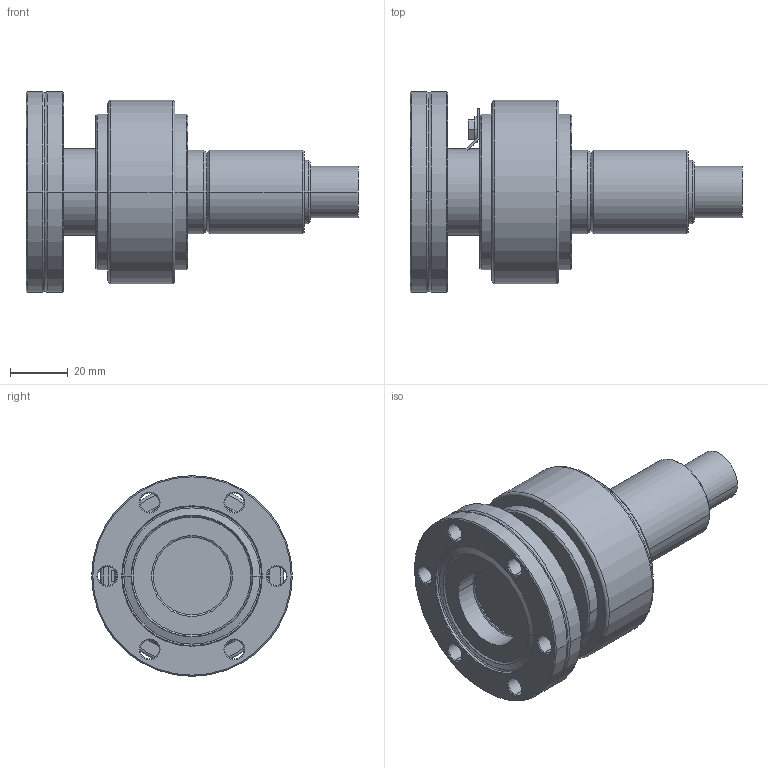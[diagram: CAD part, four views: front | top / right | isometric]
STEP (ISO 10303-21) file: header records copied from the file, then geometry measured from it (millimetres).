
FILE_DESCRIPTION((''),'2;1');
FILE_NAME('PTR20502.stp','2004-07-30T12:23:38',('GELH'),(''),'Autodesk Inventor (R) 6.0','Autodesk Inventor (R) 6.0','');
FILE_SCHEMA(('AUTOMOTIVE_DESIGN { 1 0 10303 214 1 1 1 1 }'));
Length unit declared in the file: millimetre
Products named in the file (1): PTR20502
Bounding box: 115 x 69.5 x 69.5 mm (x, y, z)
Volume: 172508.5 mm3; surface area: 29321 mm2
Topology: 1 solids, 1 shells, 144 faces, 354 edges, 216 vertices
Faces by surface type: cone 48, cylinder 42, plane 42, bspline 6, torus 6
Entity records: 4565 total; most frequent: CARTESIAN_POINT 979, DIRECTION 816, ORIENTED_EDGE 708, EDGE_CURVE 354, AXIS2_PLACEMENT_3D 323, VERTEX_POINT 216, CIRCLE 180, VECTOR 170
